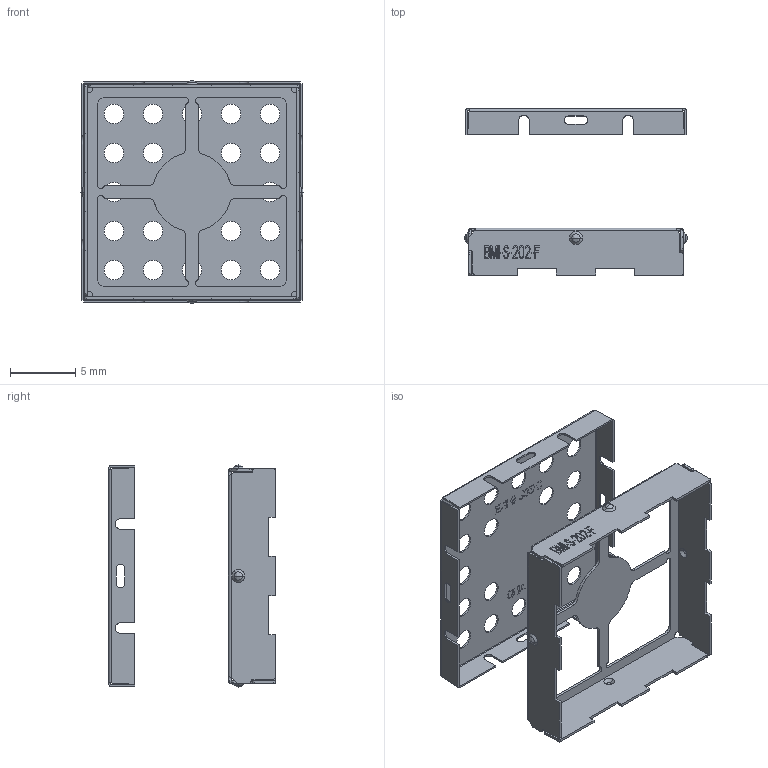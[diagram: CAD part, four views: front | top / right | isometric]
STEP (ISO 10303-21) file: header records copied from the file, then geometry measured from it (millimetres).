
FILE_DESCRIPTION (( 'STEP AP214' ), '1' );
FILE_NAME ('Laird-DEFAULT.STEP', '2010-02-16T14:07:00', ( 'sysAdmin' ), ( 'SolidWorks' ), 'SwSTEP 2.0', 'SolidWorks 2010', '' );
FILE_SCHEMA (( 'AUTOMOTIVE_DESIGN' ));
Length unit declared in the file: millimetre
Products named in the file (3): Laird-DEFAULT; Laird-DEFAULT_Laird-BMI-S-202-F  and  BMI-S-202-C_BMI-S-202-F; Laird-DEFAULT_Laird-BMI-S-202-F  and  BMI-S-202-C_BMI-S-202-C
Assembly tree (2 placements, depth 2):
  Laird-DEFAULT
    Laird-DEFAULT_Laird-BMI-S-202-F  and  BMI-S-202-C_BMI-S-202-C
    Laird-DEFAULT_Laird-BMI-S-202-F  and  BMI-S-202-C_BMI-S-202-F
Bounding box: 17.11 x 12.8 x 17.11 mm (x, y, z)
Volume: 108.5 mm3; surface area: 1418.3 mm2
Topology: 2 solids, 2 shells, 1057 faces, 2923 edges, 1922 vertices
Faces by surface type: plane 832, cylinder 159, bspline 48, cone 18
Entity records: 34470 total; most frequent: CARTESIAN_POINT 7206, ORIENTED_EDGE 5846, DIRECTION 5236, EDGE_CURVE 2923, VECTOR 2532, LINE 2532, VERTEX_POINT 1922, AXIS2_PLACEMENT_3D 1352
